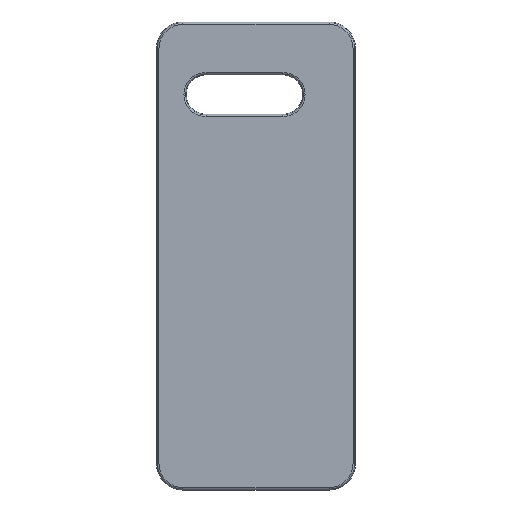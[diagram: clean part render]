
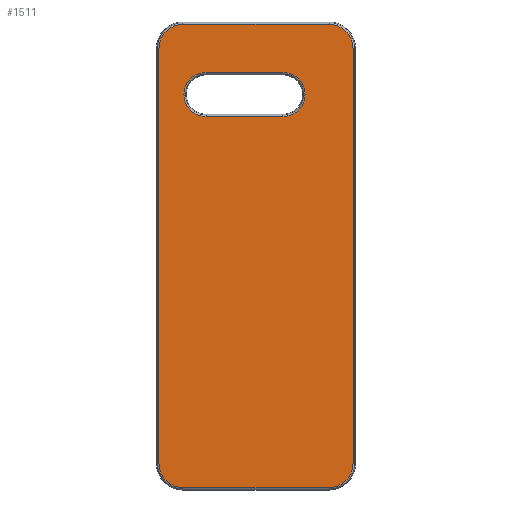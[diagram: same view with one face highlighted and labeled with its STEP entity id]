
A CAD part, top view. The second image highlights one B-rep face of the part: STEP entity #1511.
In plain terms, the highlighted planar face has unit normal (0, 0, 1).
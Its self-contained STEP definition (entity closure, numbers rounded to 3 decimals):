
#145=CARTESIAN_POINT('',(-190.,-540.,0.));
#146=DIRECTION('',(0.,0.,1.));
#147=DIRECTION('',(-1.,0.,0.));
#148=AXIS2_PLACEMENT_3D('',#145,#146,#147);
#154=DIRECTION('',(0.,-1.,0.));
#155=VECTOR('',#154,1080.);
#156=CARTESIAN_POINT('',(-252.525,540.,0.));
#157=LINE('',#156,#155);
#161=CARTESIAN_POINT('',(-190.,540.,0.));
#162=DIRECTION('',(0.,0.,1.));
#163=DIRECTION('',(0.,1.,0.));
#164=AXIS2_PLACEMENT_3D('',#161,#162,#163);
#169=DIRECTION('',(-1.,0.,0.));
#170=VECTOR('',#169,380.);
#171=CARTESIAN_POINT('',(190.,602.525,0.));
#172=LINE('',#171,#170);
#176=CARTESIAN_POINT('',(190.,540.,0.));
#177=DIRECTION('',(0.,0.,1.));
#178=DIRECTION('',(1.,0.,0.));
#179=AXIS2_PLACEMENT_3D('',#176,#177,#178);
#184=DIRECTION('',(0.,1.,0.));
#185=VECTOR('',#184,1080.);
#186=CARTESIAN_POINT('',(252.525,-540.,0.));
#187=LINE('',#186,#185);
#191=CARTESIAN_POINT('',(190.,-540.,0.));
#192=DIRECTION('',(0.,0.,1.));
#193=DIRECTION('',(0.,-1.,0.));
#194=AXIS2_PLACEMENT_3D('',#191,#192,#193);
#199=DIRECTION('',(1.,0.,0.));
#200=VECTOR('',#199,380.);
#201=CARTESIAN_POINT('',(-190.,-602.525,0.));
#202=LINE('',#201,#200);
#206=CARTESIAN_POINT('',(-130.,420.,0.));
#207=DIRECTION('',(0.,0.,-1.));
#208=DIRECTION('',(0.,-1.,0.));
#209=AXIS2_PLACEMENT_3D('',#206,#207,#208);
#214=DIRECTION('',(-1.,0.,0.));
#215=VECTOR('',#214,200.);
#216=CARTESIAN_POINT('',(70.,362.525,0.));
#217=LINE('',#216,#215);
#221=CARTESIAN_POINT('',(70.,420.,0.));
#222=DIRECTION('',(0.,0.,-1.));
#223=DIRECTION('',(0.,1.,0.));
#224=AXIS2_PLACEMENT_3D('',#221,#222,#223);
#229=DIRECTION('',(1.,0.,0.));
#230=VECTOR('',#229,200.);
#231=CARTESIAN_POINT('',(-130.,477.475,0.));
#232=LINE('',#231,#230);
#1430=CARTESIAN_POINT('',(-252.525,-540.,0.));
#1431=CARTESIAN_POINT('',(-190.,-602.525,0.));
#1432=VERTEX_POINT('',#1430);
#1433=VERTEX_POINT('',#1431);
#1438=CARTESIAN_POINT('',(190.,-602.525,0.));
#1439=VERTEX_POINT('',#1438);
#1442=CARTESIAN_POINT('',(252.525,-540.,0.));
#1443=VERTEX_POINT('',#1442);
#1446=CARTESIAN_POINT('',(252.525,540.,0.));
#1447=VERTEX_POINT('',#1446);
#1450=CARTESIAN_POINT('',(190.,602.525,0.));
#1451=VERTEX_POINT('',#1450);
#1454=CARTESIAN_POINT('',(-190.,602.525,0.));
#1455=VERTEX_POINT('',#1454);
#1458=CARTESIAN_POINT('',(-252.525,540.,0.));
#1459=VERTEX_POINT('',#1458);
#1462=CARTESIAN_POINT('',(-130.,362.525,0.));
#1463=CARTESIAN_POINT('',(-130.,477.475,0.));
#1464=VERTEX_POINT('',#1462);
#1465=VERTEX_POINT('',#1463);
#1470=CARTESIAN_POINT('',(70.,477.475,0.));
#1471=VERTEX_POINT('',#1470);
#1474=CARTESIAN_POINT('',(70.,362.525,0.));
#1475=VERTEX_POINT('',#1474);
#1478=CARTESIAN_POINT('',(0.,0.,0.));
#1479=DIRECTION('',(0.,0.,1.));
#1480=DIRECTION('',(1.,0.,0.));
#1481=AXIS2_PLACEMENT_3D('',#1478,#1479,#1480);
#1482=PLANE('',#1481);
#1484=ORIENTED_EDGE('',*,*,#1483,.F.);
#1486=ORIENTED_EDGE('',*,*,#1485,.F.);
#1488=ORIENTED_EDGE('',*,*,#1487,.F.);
#1490=ORIENTED_EDGE('',*,*,#1489,.F.);
#1492=ORIENTED_EDGE('',*,*,#1491,.F.);
#1494=ORIENTED_EDGE('',*,*,#1493,.F.);
#1496=ORIENTED_EDGE('',*,*,#1495,.F.);
#1498=ORIENTED_EDGE('',*,*,#1497,.F.);
#1499=EDGE_LOOP('',(#1484,#1486,#1488,#1490,#1492,#1494,#1496,#1498));
#1500=FACE_OUTER_BOUND('',#1499,.F.);
#1502=ORIENTED_EDGE('',*,*,#1501,.F.);
#1504=ORIENTED_EDGE('',*,*,#1503,.F.);
#1506=ORIENTED_EDGE('',*,*,#1505,.F.);
#1508=ORIENTED_EDGE('',*,*,#1507,.F.);
#1509=EDGE_LOOP('',(#1502,#1504,#1506,#1508));
#1510=FACE_BOUND('',#1509,.F.);
#149=CIRCLE('',#148,62.525);
#165=CIRCLE('',#164,62.525);
#180=CIRCLE('',#179,62.525);
#195=CIRCLE('',#194,62.525);
#210=CIRCLE('',#209,57.475);
#225=CIRCLE('',#224,57.475);
#1483=EDGE_CURVE('',#1432,#1433,#149,.T.);
#1485=EDGE_CURVE('',#1459,#1432,#157,.T.);
#1487=EDGE_CURVE('',#1455,#1459,#165,.T.);
#1489=EDGE_CURVE('',#1451,#1455,#172,.T.);
#1491=EDGE_CURVE('',#1447,#1451,#180,.T.);
#1493=EDGE_CURVE('',#1443,#1447,#187,.T.);
#1495=EDGE_CURVE('',#1439,#1443,#195,.T.);
#1497=EDGE_CURVE('',#1433,#1439,#202,.T.);
#1501=EDGE_CURVE('',#1464,#1465,#210,.T.);
#1503=EDGE_CURVE('',#1475,#1464,#217,.T.);
#1505=EDGE_CURVE('',#1471,#1475,#225,.T.);
#1507=EDGE_CURVE('',#1465,#1471,#232,.T.);
#1511=ADVANCED_FACE('',(#1500,#1510),#1482,.T.);
